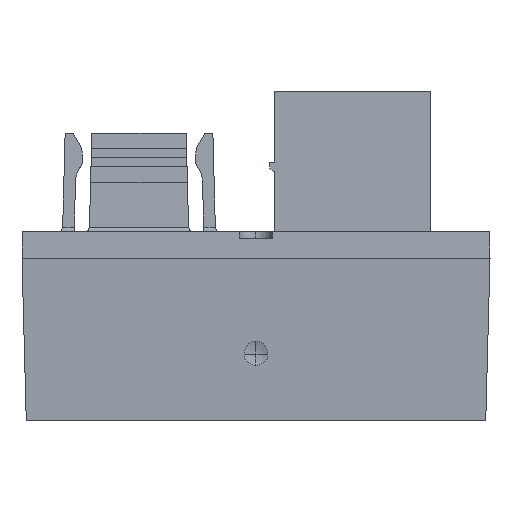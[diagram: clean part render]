
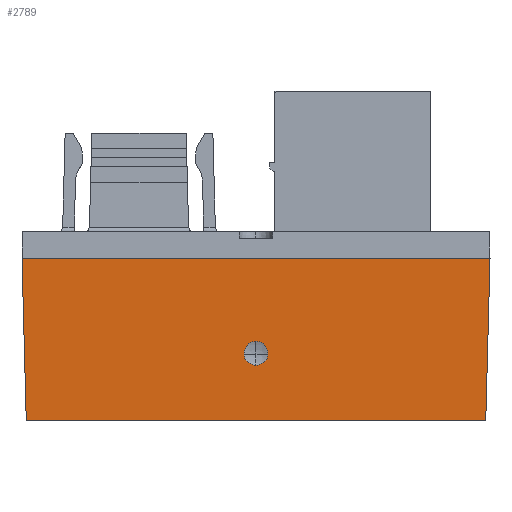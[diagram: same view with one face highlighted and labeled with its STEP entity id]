
A CAD part, left-side view. The second image highlights one B-rep face of the part: STEP entity #2789.
In plain terms, the highlighted planar face has unit normal (-1, 0, -0.026).
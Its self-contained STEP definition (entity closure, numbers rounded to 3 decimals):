
#2789=ADVANCED_FACE('n_ 9910',(#6070,#6071),#6072,.T.);
#6070=FACE_OUTER_BOUND('',#9850,.T.);
#6071=FACE_BOUND('',#9851,.T.);
#6072=PLANE('',#9852);
#9850=EDGE_LOOP('',(#18191,#18192,#18193,#18194));
#9851=EDGE_LOOP('',(#18195,#18196,#18197,#18198));
#9852=AXIS2_PLACEMENT_3D('',#18199,#18200,#18201);
#18191=ORIENTED_EDGE('',*,*,#25803,.T.);
#18192=ORIENTED_EDGE('',*,*,#25804,.F.);
#18193=ORIENTED_EDGE('',*,*,#25018,.F.);
#18194=ORIENTED_EDGE('',*,*,#25805,.T.);
#18195=ORIENTED_EDGE('',*,*,#22939,.T.);
#18196=ORIENTED_EDGE('',*,*,#24752,.T.);
#18197=ORIENTED_EDGE('',*,*,#24749,.T.);
#18198=ORIENTED_EDGE('',*,*,#22943,.T.);
#18199=CARTESIAN_POINT('',(0.0,1.2,7.3));
#18200=DIRECTION('',(-1.,0.0,-0.026));
#18201=DIRECTION('',(-0.026,0.0,1.));
#22939=EDGE_CURVE('n_ 27045',#27506,#27503,#27507,.T.);
#22943=EDGE_CURVE('n_ 30130',#27510,#27506,#27512,.T.);
#24749=EDGE_CURVE('n_ 30130',#30316,#27510,#30317,.T.);
#24752=EDGE_CURVE('n_ 27045',#27503,#30316,#30320,.T.);
#25018=EDGE_CURVE('n_ 29804',#30682,#30683,#30684,.T.);
#25803=EDGE_CURVE('n_ 28685',#31819,#31820,#31821,.T.);
#25804=EDGE_CURVE('n_ 29984',#30683,#31820,#31822,.T.);
#25805=EDGE_CURVE('n_ 29930',#30682,#31819,#31823,.T.);
#27503=VERTEX_POINT('',#34220);
#27506=VERTEX_POINT('',#34223);
#27507=CIRCLE('',#34224,0.539);
#27510=VERTEX_POINT('',#34227);
#27512=CIRCLE('',#34229,0.539);
#30316=VERTEX_POINT('',#38732);
#30317=CIRCLE('',#38733,0.539);
#30320=CIRCLE('',#38736,0.539);
#30682=VERTEX_POINT('',#39278);
#30683=VERTEX_POINT('',#39279);
#30684=LINE('',#39280,#39281);
#31819=VERTEX_POINT('',#41847);
#31820=VERTEX_POINT('',#41848);
#31821=LINE('',#41849,#41850);
#31822=LINE('',#41851,#41852);
#31823=LINE('',#41853,#41854);
#34220=CARTESIAN_POINT('',(0.113,9.963,3.0));
#34223=CARTESIAN_POINT('',(0.098,10.5,3.575));
#34224=AXIS2_PLACEMENT_3D('',#47080,#47081,#47082);
#34227=CARTESIAN_POINT('',(0.113,11.037,3.0));
#34229=AXIS2_PLACEMENT_3D('',#47089,#47090,#47091);
#38732=CARTESIAN_POINT('',(0.126,10.5,2.498));
#38733=AXIS2_PLACEMENT_3D('',#48337,#48338,#48339);
#38736=AXIS2_PLACEMENT_3D('',#48343,#48344,#48345);
#39278=CARTESIAN_POINT('',(0.191,0.191,0.0));
#39279=CARTESIAN_POINT('',(0.191,20.809,0.0));
#39280=CARTESIAN_POINT('',(0.191,1.2,0.0));
#39281=VECTOR('',#48526,1.0);
#41847=CARTESIAN_POINT('',(0.0,0.0,7.3));
#41848=CARTESIAN_POINT('',(0.0,21.0,7.3));
#41849=CARTESIAN_POINT('',(0.0,1.2,7.3));
#41850=VECTOR('',#48998,1.0);
#41851=CARTESIAN_POINT('',(0.145,20.855,1.777));
#41852=VECTOR('',#48999,1.0);
#41853=CARTESIAN_POINT('',(0.001,0.001,7.269));
#41854=VECTOR('',#49000,1.0);
#47080=CARTESIAN_POINT('',(0.112,10.5,3.037));
#47081=DIRECTION('',(1.,0.0,0.026));
#47082=DIRECTION('',(-0.026,0.0,1.));
#47089=CARTESIAN_POINT('',(0.112,10.5,3.037));
#47090=DIRECTION('',(1.,0.0,0.026));
#47091=DIRECTION('',(-0.026,0.0,1.));
#48337=CARTESIAN_POINT('',(0.112,10.5,3.037));
#48338=DIRECTION('',(1.,0.0,0.026));
#48339=DIRECTION('',(-0.026,0.0,1.));
#48343=CARTESIAN_POINT('',(0.112,10.5,3.037));
#48344=DIRECTION('',(1.,0.0,0.026));
#48345=DIRECTION('',(-0.026,0.0,1.));
#48526=DIRECTION('',(0.0,1.0,0.0));
#48998=DIRECTION('',(0.0,1.0,0.0));
#48999=DIRECTION('',(-0.026,0.026,0.999));
#49000=DIRECTION('',(-0.026,-0.026,0.999));
